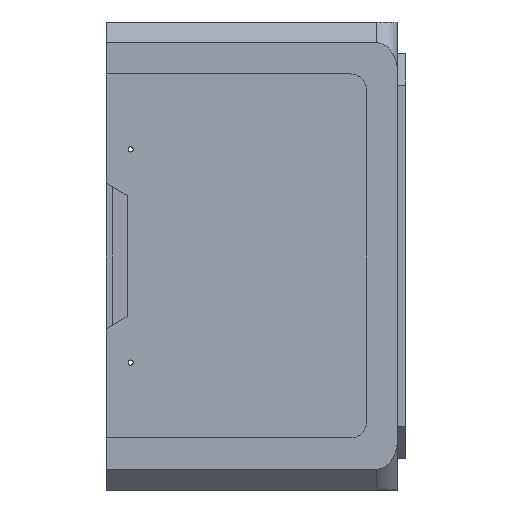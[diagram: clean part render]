
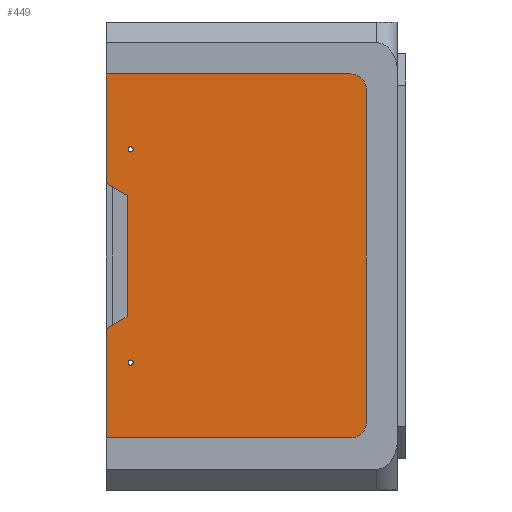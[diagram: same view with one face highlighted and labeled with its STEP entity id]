
A CAD part, left-side view. The second image highlights one B-rep face of the part: STEP entity #449.
In plain terms, the highlighted planar face has unit normal (-1, 0, 0).
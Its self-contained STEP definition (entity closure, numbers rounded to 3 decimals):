
#16 = CARTESIAN_POINT ( 'NONE',  ( -155.326, -83.333, -200.723 ) ) ;
#35 = ORIENTED_EDGE ( 'NONE', *, *, #3727, .T. ) ;
#72 = CARTESIAN_POINT ( 'NONE',  ( -155.326, 22.417, -70.723 ) ) ;
#86 = VECTOR ( 'NONE', #2005, 1000. ) ;
#133 = EDGE_CURVE ( 'NONE', #4421, #1440, #1623, .T. ) ;
#146 = DIRECTION ( 'NONE',  ( 0., 0., 1. ) ) ;
#148 = ORIENTED_EDGE ( 'NONE', *, *, #2689, .T. ) ;
#176 = EDGE_LOOP ( 'NONE', ( #4383, #2183, #35, #2048, #1551, #4975, #1239, #148, #2919, #2749 ) ) ;
#182 = AXIS2_PLACEMENT_3D ( 'NONE', #1522, #673, #2572 ) ;
#271 = EDGE_LOOP ( 'NONE', ( #4623, #4176 ) ) ;
#272 = AXIS2_PLACEMENT_3D ( 'NONE', #1466, #4138, #1839 ) ;
#273 = CARTESIAN_POINT ( 'NONE',  ( -155.326, 22.417, -69.473 ) ) ;
#427 = DIRECTION ( 'NONE',  ( 0., 0., 1. ) ) ;
#429 = CARTESIAN_POINT ( 'NONE',  ( -155.326, -90.833, 0. ) ) ;
#449 = ADVANCED_FACE ( 'NONE', ( #1986, #3004, #3905 ), #4348, .T. ) ;
#535 = VECTOR ( 'NONE', #2076, 1000. ) ;
#543 = VERTEX_POINT ( 'NONE', #2111 ) ;
#557 = LINE ( 'NONE', #4223, #1397 ) ;
#564 = EDGE_CURVE ( 'NONE', #4260, #2439, #2523, .T. ) ;
#629 = DIRECTION ( 'NONE',  ( -1., 0., 0. ) ) ;
#651 = VERTEX_POINT ( 'NONE', #2214 ) ;
#669 = EDGE_CURVE ( 'NONE', #2568, #1344, #1027, .T. ) ;
#673 = DIRECTION ( 'NONE',  ( -1., 0., 0. ) ) ;
#674 = DIRECTION ( 'NONE',  ( 0., 0., 1. ) ) ;
#795 = VERTEX_POINT ( 'NONE', #4486 ) ;
#802 = CIRCLE ( 'NONE', #1965, 1.25 ) ;
#852 = EDGE_CURVE ( 'NONE', #1344, #2568, #1333, .T. ) ;
#853 = VECTOR ( 'NONE', #3058, 1000. ) ;
#975 = EDGE_CURVE ( 'NONE', #1440, #1785, #2885, .T. ) ;
#999 = LINE ( 'NONE', #4286, #86 ) ;
#1027 = CIRCLE ( 'NONE', #272, 1.25 ) ;
#1029 = CARTESIAN_POINT ( 'NONE',  ( -155.326, 34.167, -85.723 ) ) ;
#1093 = VECTOR ( 'NONE', #1463, 1000. ) ;
#1095 = CARTESIAN_POINT ( 'NONE',  ( -155.326, 0., -208.223 ) ) ;
#1105 = DIRECTION ( 'NONE',  ( -1., 0., 0. ) ) ;
#1214 = EDGE_CURVE ( 'NONE', #3044, #2439, #2567, .T. ) ;
#1239 = ORIENTED_EDGE ( 'NONE', *, *, #2536, .T. ) ;
#1303 = LINE ( 'NONE', #1095, #1093 ) ;
#1333 = CIRCLE ( 'NONE', #182, 1.25 ) ;
#1344 = VERTEX_POINT ( 'NONE', #4631 ) ;
#1397 = VECTOR ( 'NONE', #3854, 1000. ) ;
#1398 = CARTESIAN_POINT ( 'NONE',  ( -155.326, 34.167, -208.223 ) ) ;
#1409 = AXIS2_PLACEMENT_3D ( 'NONE', #3606, #2451, #146 ) ;
#1440 = VERTEX_POINT ( 'NONE', #4006 ) ;
#1463 = DIRECTION ( 'NONE',  ( 0., -1., 0. ) ) ;
#1466 = CARTESIAN_POINT ( 'NONE',  ( -155.326, 22.417, -171.973 ) ) ;
#1496 = VECTOR ( 'NONE', #1628, 1000. ) ;
#1497 = CARTESIAN_POINT ( 'NONE',  ( -155.326, 22.417, -173.223 ) ) ;
#1522 = CARTESIAN_POINT ( 'NONE',  ( -155.326, 22.417, -171.973 ) ) ;
#1534 = VECTOR ( 'NONE', #4976, 1000. ) ;
#1551 = ORIENTED_EDGE ( 'NONE', *, *, #133, .F. ) ;
#1623 = LINE ( 'NONE', #3545, #1496 ) ;
#1628 = DIRECTION ( 'NONE',  ( 0., -0.866, 0.5 ) ) ;
#1785 = VERTEX_POINT ( 'NONE', #4171 ) ;
#1786 = CIRCLE ( 'NONE', #4113, 1.25 ) ;
#1839 = DIRECTION ( 'NONE',  ( 0., 0., 1. ) ) ;
#1918 = CARTESIAN_POINT ( 'NONE',  ( -155.326, 60.661, -70.427 ) ) ;
#1965 = AXIS2_PLACEMENT_3D ( 'NONE', #273, #2969, #674 ) ;
#1986 = FACE_BOUND ( 'NONE', #271, .T. ) ;
#1992 = CIRCLE ( 'NONE', #4974, 7.5 ) ;
#2005 = DIRECTION ( 'NONE',  ( 0., 0., -1. ) ) ;
#2048 = ORIENTED_EDGE ( 'NONE', *, *, #975, .F. ) ;
#2076 = DIRECTION ( 'NONE',  ( 0., -1., 0. ) ) ;
#2109 = LINE ( 'NONE', #429, #4676 ) ;
#2111 = CARTESIAN_POINT ( 'NONE',  ( -155.326, 22.417, -68.223 ) ) ;
#2183 = ORIENTED_EDGE ( 'NONE', *, *, #4968, .T. ) ;
#2214 = CARTESIAN_POINT ( 'NONE',  ( -155.326, -83.333, -208.223 ) ) ;
#2279 = CARTESIAN_POINT ( 'NONE',  ( -155.326, -90.833, -40.723 ) ) ;
#2334 = DIRECTION ( 'NONE',  ( 0., 0., 1. ) ) ;
#2433 = VERTEX_POINT ( 'NONE', #1398 ) ;
#2439 = VERTEX_POINT ( 'NONE', #4831 ) ;
#2442 = ORIENTED_EDGE ( 'NONE', *, *, #669, .F. ) ;
#2451 = DIRECTION ( 'NONE',  ( -1., 0., 0. ) ) ;
#2523 = CIRCLE ( 'NONE', #4221, 7.5 ) ;
#2536 = EDGE_CURVE ( 'NONE', #2433, #651, #1303, .T. ) ;
#2567 = LINE ( 'NONE', #4359, #535 ) ;
#2568 = VERTEX_POINT ( 'NONE', #1497 ) ;
#2572 = DIRECTION ( 'NONE',  ( 0., 0., 1. ) ) ;
#2689 = EDGE_CURVE ( 'NONE', #651, #795, #1992, .T. ) ;
#2714 = DIRECTION ( 'NONE',  ( -1., 0., 0. ) ) ;
#2738 = EDGE_LOOP ( 'NONE', ( #2442, #3057 ) ) ;
#2749 = ORIENTED_EDGE ( 'NONE', *, *, #564, .T. ) ;
#2885 = LINE ( 'NONE', #4573, #853 ) ;
#2919 = ORIENTED_EDGE ( 'NONE', *, *, #4338, .T. ) ;
#2922 = CARTESIAN_POINT ( 'NONE',  ( -155.326, -83.333, -40.723 ) ) ;
#2963 = EDGE_CURVE ( 'NONE', #4405, #543, #802, .T. ) ;
#2969 = DIRECTION ( 'NONE',  ( -1., 0., 0. ) ) ;
#3000 = CARTESIAN_POINT ( 'NONE',  ( -155.326, 34.167, -33.223 ) ) ;
#3004 = FACE_BOUND ( 'NONE', #2738, .T. ) ;
#3044 = VERTEX_POINT ( 'NONE', #3000 ) ;
#3057 = ORIENTED_EDGE ( 'NONE', *, *, #852, .F. ) ;
#3058 = DIRECTION ( 'NONE',  ( 0., 0., 1. ) ) ;
#3315 = DIRECTION ( 'NONE',  ( 0., 0., 1. ) ) ;
#3402 = CARTESIAN_POINT ( 'NONE',  ( -155.326, 22.417, -69.473 ) ) ;
#3464 = LINE ( 'NONE', #1918, #1534 ) ;
#3545 = CARTESIAN_POINT ( 'NONE',  ( -155.326, -43.888, -110.658 ) ) ;
#3606 = CARTESIAN_POINT ( 'NONE',  ( -155.326, 0., 0. ) ) ;
#3727 = EDGE_CURVE ( 'NONE', #4117, #1785, #3464, .T. ) ;
#3786 = DIRECTION ( 'NONE',  ( 0., 0., 1. ) ) ;
#3850 = EDGE_CURVE ( 'NONE', #4421, #2433, #999, .T. ) ;
#3854 = DIRECTION ( 'NONE',  ( 0., 0., -1. ) ) ;
#3905 = FACE_OUTER_BOUND ( 'NONE', #176, .T. ) ;
#4006 = CARTESIAN_POINT ( 'NONE',  ( -155.326, 24.167, -149.95 ) ) ;
#4113 = AXIS2_PLACEMENT_3D ( 'NONE', #3402, #1105, #3786 ) ;
#4117 = VERTEX_POINT ( 'NONE', #1029 ) ;
#4138 = DIRECTION ( 'NONE',  ( -1., 0., 0. ) ) ;
#4171 = CARTESIAN_POINT ( 'NONE',  ( -155.326, 24.167, -91.497 ) ) ;
#4176 = ORIENTED_EDGE ( 'NONE', *, *, #4839, .F. ) ;
#4221 = AXIS2_PLACEMENT_3D ( 'NONE', #2922, #629, #3315 ) ;
#4223 = CARTESIAN_POINT ( 'NONE',  ( -155.326, 34.167, 0. ) ) ;
#4260 = VERTEX_POINT ( 'NONE', #2279 ) ;
#4286 = CARTESIAN_POINT ( 'NONE',  ( -155.326, 34.167, 0. ) ) ;
#4338 = EDGE_CURVE ( 'NONE', #795, #4260, #2109, .T. ) ;
#4348 = PLANE ( 'NONE',  #1409 ) ;
#4359 = CARTESIAN_POINT ( 'NONE',  ( -155.326, 0., -33.223 ) ) ;
#4383 = ORIENTED_EDGE ( 'NONE', *, *, #1214, .F. ) ;
#4405 = VERTEX_POINT ( 'NONE', #72 ) ;
#4421 = VERTEX_POINT ( 'NONE', #4663 ) ;
#4486 = CARTESIAN_POINT ( 'NONE',  ( -155.326, -90.833, -200.723 ) ) ;
#4573 = CARTESIAN_POINT ( 'NONE',  ( -155.326, 24.167, 0. ) ) ;
#4623 = ORIENTED_EDGE ( 'NONE', *, *, #2963, .F. ) ;
#4631 = CARTESIAN_POINT ( 'NONE',  ( -155.326, 22.417, -170.723 ) ) ;
#4663 = CARTESIAN_POINT ( 'NONE',  ( -155.326, 34.167, -155.723 ) ) ;
#4676 = VECTOR ( 'NONE', #2334, 1000. ) ;
#4831 = CARTESIAN_POINT ( 'NONE',  ( -155.326, -83.333, -33.223 ) ) ;
#4839 = EDGE_CURVE ( 'NONE', #543, #4405, #1786, .T. ) ;
#4968 = EDGE_CURVE ( 'NONE', #3044, #4117, #557, .T. ) ;
#4974 = AXIS2_PLACEMENT_3D ( 'NONE', #16, #2714, #427 ) ;
#4975 = ORIENTED_EDGE ( 'NONE', *, *, #3850, .T. ) ;
#4976 = DIRECTION ( 'NONE',  ( 0., -0.866, -0.5 ) ) ;
